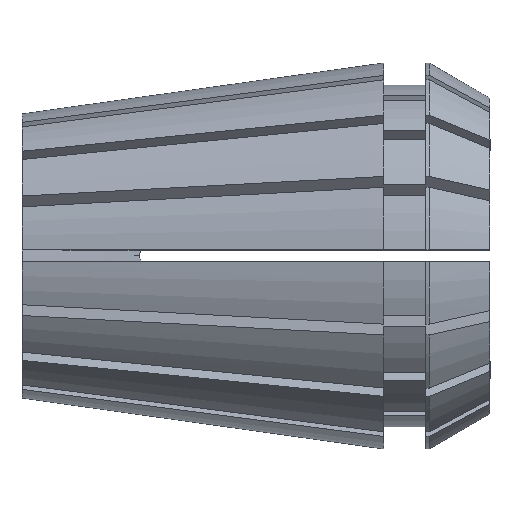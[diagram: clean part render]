
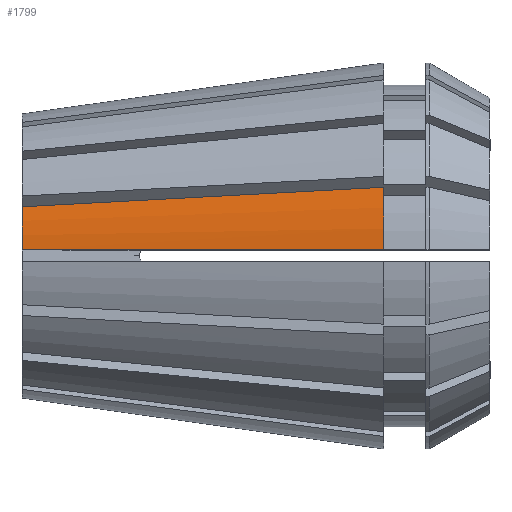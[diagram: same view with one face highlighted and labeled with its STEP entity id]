
A CAD part, top view. The second image highlights one B-rep face of the part: STEP entity #1799.
In plain terms, the highlighted conical face has half-angle 8 degrees and reference radius 16.5 mm.
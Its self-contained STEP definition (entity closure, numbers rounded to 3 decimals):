
#206 = FACE_OUTER_BOUND ( 'NONE', #5047, .T. ) ;
#210 = VERTEX_POINT ( 'NONE', #2482 ) ;
#259 = DIRECTION ( 'NONE',  ( 0., 0., 1. ) ) ;
#319 = CARTESIAN_POINT ( 'NONE',  ( 30.9, 0., 0. ) ) ;
#529 = AXIS2_PLACEMENT_3D ( 'NONE', #2521, #1637, #5233 ) ;
#631 = CARTESIAN_POINT ( 'NONE',  ( 7.045, 4.566, 12.33 ) ) ;
#862 = B_SPLINE_CURVE_WITH_KNOTS ( 'NONE', 3,
 ( #1357, #5783, #3580, #1753, #1773, #3979, #2203, #4512, #5349, #4923 ),
 .UNSPECIFIED., .F., .F.,
 ( 4, 3, 3, 4 ),
 ( 0.061, 0.066, 0.089, 0.093 ),
 .UNSPECIFIED. ) ;
#896 = B_SPLINE_CURVE_WITH_KNOTS ( 'NONE', 3,
 ( #4232, #631, #1976, #5118, #2426, #1942, #3788 ),
 .UNSPECIFIED., .F., .F.,
 ( 4, 3, 4 ),
 ( 0., 0.021, 0.031 ),
 .UNSPECIFIED. ) ;
#1179 = DIRECTION ( 'NONE',  ( -1., 0., 0. ) ) ;
#1357 = CARTESIAN_POINT ( 'NONE',  ( 30.9, 0.5, 16.493 ) ) ;
#1380 = CIRCLE ( 'NONE', #1851, 12.158 ) ;
#1637 = DIRECTION ( 'NONE',  ( 1., 0., 0. ) ) ;
#1655 = ORIENTED_EDGE ( 'NONE', *, *, #1858, .F. ) ;
#1753 = CARTESIAN_POINT ( 'NONE',  ( 26.083, 0.5, 15.815 ) ) ;
#1773 = CARTESIAN_POINT ( 'NONE',  ( 18.714, 0.5, 14.779 ) ) ;
#1799 = ADVANCED_FACE ( 'NONE', ( #206 ), #3518, .T. ) ;
#1851 = AXIS2_PLACEMENT_3D ( 'NONE', #4621, #3733, #2842 ) ;
#1858 = EDGE_CURVE ( 'NONE', #3024, #210, #862, .T. ) ;
#1942 = CARTESIAN_POINT ( 'NONE',  ( 27.645, 5.674, 15.006 ) ) ;
#1976 = CARTESIAN_POINT ( 'NONE',  ( 14.091, 4.945, 13.245 ) ) ;
#2192 = ORIENTED_EDGE ( 'NONE', *, *, #5103, .F. ) ;
#2203 = CARTESIAN_POINT ( 'NONE',  ( 3.975, 0.5, 12.706 ) ) ;
#2426 = CARTESIAN_POINT ( 'NONE',  ( 24.391, 5.499, 14.583 ) ) ;
#2482 = CARTESIAN_POINT ( 'NONE',  ( 0., 0.5, 12.147 ) ) ;
#2491 = CARTESIAN_POINT ( 'NONE',  ( 30.9, 0.5, 16.493 ) ) ;
#2521 = CARTESIAN_POINT ( 'NONE',  ( 30.9, 0., 0. ) ) ;
#2842 = DIRECTION ( 'NONE',  ( 0., 0., 1. ) ) ;
#2904 = EDGE_CURVE ( 'NONE', #5109, #3658, #896, .T. ) ;
#3024 = VERTEX_POINT ( 'NONE', #2491 ) ;
#3518 = CONICAL_SURFACE ( 'NONE', #529, 16.5, 0.14 ) ;
#3580 = CARTESIAN_POINT ( 'NONE',  ( 27.689, 0.5, 16.041 ) ) ;
#3658 = VERTEX_POINT ( 'NONE', #4468 ) ;
#3733 = DIRECTION ( 'NONE',  ( -1., 0., 0. ) ) ;
#3788 = CARTESIAN_POINT ( 'NONE',  ( 30.9, 5.85, 15.429 ) ) ;
#3967 = EDGE_CURVE ( 'NONE', #3024, #3658, #4258, .T. ) ;
#3979 = CARTESIAN_POINT ( 'NONE',  ( 11.344, 0.5, 13.743 ) ) ;
#4232 = CARTESIAN_POINT ( 'NONE',  ( 0., 4.187, 11.414 ) ) ;
#4258 = CIRCLE ( 'NONE', #5308, 16.5 ) ;
#4468 = CARTESIAN_POINT ( 'NONE',  ( 30.9, 5.85, 15.429 ) ) ;
#4512 = CARTESIAN_POINT ( 'NONE',  ( 2.65, 0.5, 12.52 ) ) ;
#4621 = CARTESIAN_POINT ( 'NONE',  ( 0., 0., 0. ) ) ;
#4923 = CARTESIAN_POINT ( 'NONE',  ( 0., 0.5, 12.147 ) ) ;
#5047 = EDGE_LOOP ( 'NONE', ( #5309, #2192, #1655, #5129 ) ) ;
#5103 = EDGE_CURVE ( 'NONE', #210, #5109, #1380, .T. ) ;
#5109 = VERTEX_POINT ( 'NONE', #5568 ) ;
#5118 = CARTESIAN_POINT ( 'NONE',  ( 21.136, 5.324, 14.16 ) ) ;
#5129 = ORIENTED_EDGE ( 'NONE', *, *, #3967, .T. ) ;
#5233 = DIRECTION ( 'NONE',  ( 0., 0., -1. ) ) ;
#5308 = AXIS2_PLACEMENT_3D ( 'NONE', #319, #1179, #259 ) ;
#5309 = ORIENTED_EDGE ( 'NONE', *, *, #2904, .F. ) ;
#5349 = CARTESIAN_POINT ( 'NONE',  ( 1.325, 0.5, 12.334 ) ) ;
#5568 = CARTESIAN_POINT ( 'NONE',  ( 0., 4.187, 11.414 ) ) ;
#5783 = CARTESIAN_POINT ( 'NONE',  ( 29.294, 0.5, 16.267 ) ) ;
